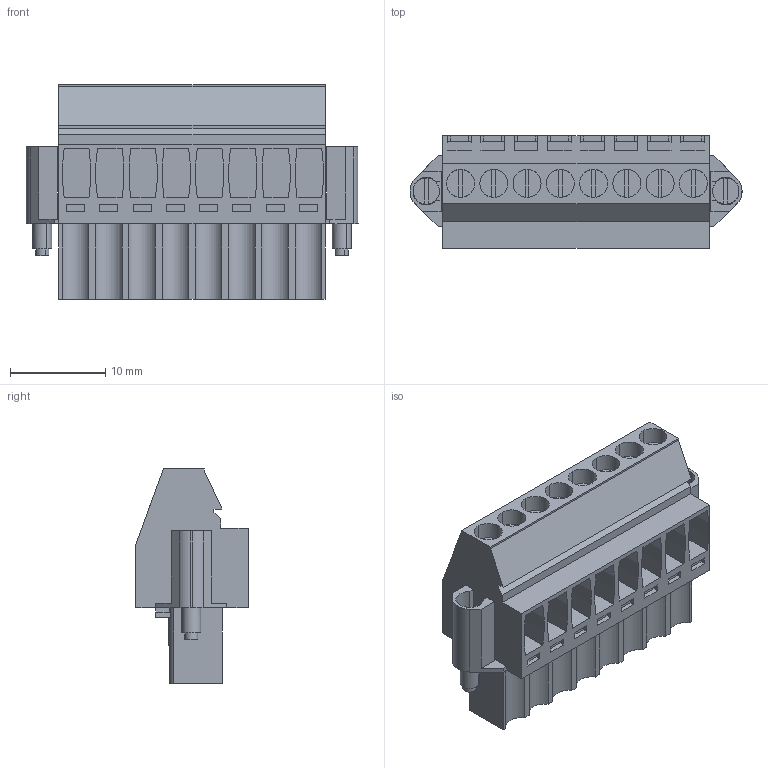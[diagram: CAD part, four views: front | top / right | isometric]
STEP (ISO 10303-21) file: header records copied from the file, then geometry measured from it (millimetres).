
FILE_DESCRIPTION(('CATIA V5 STEP Exchange','CAx-IF Rec.Pracs.--- Model Styling and Organization---1.2---2011-12-15'),'2;1');
FILE_NAME ('D1454133_0_1639990000_1639990000.stp','2017-04-20T09:16:09+00:00',('none'),('Weidmueller'),'CATIA Version 5-6 Release 2014','CATIA V5 STEP AP214','none');
FILE_SCHEMA(('AUTOMOTIVE_DESIGN { 1 0 10303 214 1 1 1 1 }'));
Length unit declared in the file: millimetre
Products named in the file (1): 1639990000
Bounding box: 34.94 x 11.83 x 22.6 mm (x, y, z)
Volume: 4403.6 mm3; surface area: 4095.6 mm2
Topology: 11 solids, 11 shells, 567 faces, 1547 edges, 1043 vertices
Faces by surface type: plane 459, cylinder 96, extrusion 12
Entity records: 17012 total; most frequent: CARTESIAN_POINT 3411, ORIENTED_EDGE 3094, DIRECTION 2245, EDGE_CURVE 1547, VECTOR 1255, LINE 1243, VERTEX_POINT 1043, AXIS2_PLACEMENT_3D 622
